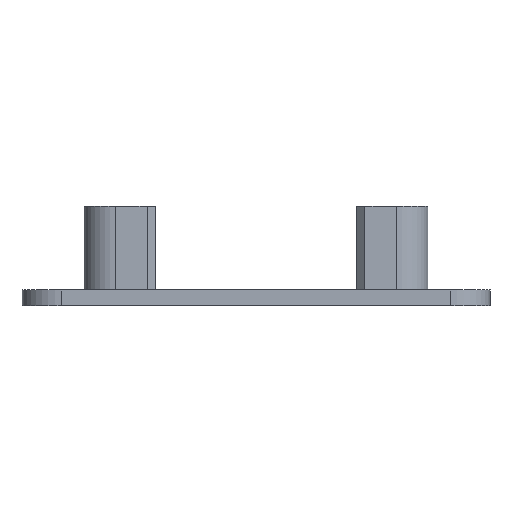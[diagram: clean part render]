
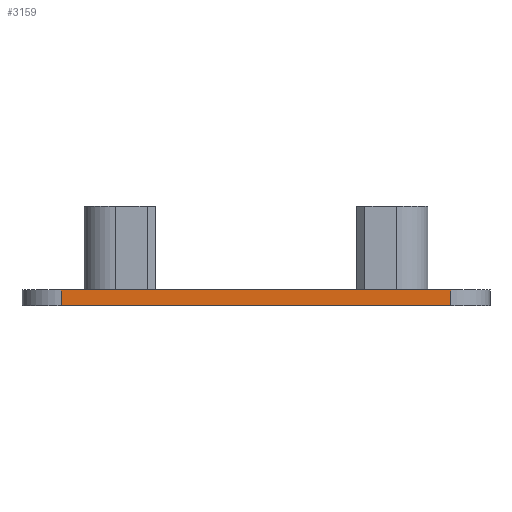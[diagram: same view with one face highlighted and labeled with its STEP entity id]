
A CAD part, front view. The second image highlights one B-rep face of the part: STEP entity #3159.
In plain terms, the highlighted planar face has unit normal (0, -1, 0).
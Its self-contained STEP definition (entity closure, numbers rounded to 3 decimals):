
#32 = PLANE('',#33);
#33 = AXIS2_PLACEMENT_3D('',#34,#35,#36);
#34 = CARTESIAN_POINT('',(38.595,132.085,-10.));
#35 = DIRECTION('',(0.,0.,1.));
#36 = DIRECTION('',(0.,1.,0.));
#377 = VERTEX_POINT('',#378);
#378 = CARTESIAN_POINT('',(-10.72,-10.,-10.));
#397 = CYLINDRICAL_SURFACE('',#398,10.);
#398 = AXIS2_PLACEMENT_3D('',#399,#400,#401);
#399 = CARTESIAN_POINT('',(-10.72,0.,-10.));
#400 = DIRECTION('',(0.,0.,1.));
#401 = DIRECTION('',(1.,0.,0.));
#409 = EDGE_CURVE('',#410,#377,#412,.T.);
#410 = VERTEX_POINT('',#411);
#411 = CARTESIAN_POINT('',(87.91,-10.,-10.));
#412 = SURFACE_CURVE('',#413,(#417,#424),.PCURVE_S1.);
#413 = LINE('',#414,#415);
#414 = CARTESIAN_POINT('',(87.91,-10.,-10.));
#415 = VECTOR('',#416,1.);
#416 = DIRECTION('',(-1.,-0.,0.));
#417 = PCURVE('',#32,#418);
#418 = DEFINITIONAL_REPRESENTATION('',(#419),#423);
#419 = LINE('',#420,#421);
#420 = CARTESIAN_POINT('',(-142.085,-49.315));
#421 = VECTOR('',#422,1.);
#422 = DIRECTION('',(0.,1.));
#423 = ( GEOMETRIC_REPRESENTATION_CONTEXT(2) 
PARAMETRIC_REPRESENTATION_CONTEXT() REPRESENTATION_CONTEXT('2D SPACE',''
  ) );
#424 = PCURVE('',#425,#430);
#425 = PLANE('',#426);
#426 = AXIS2_PLACEMENT_3D('',#427,#428,#429);
#427 = CARTESIAN_POINT('',(87.91,-10.,-10.));
#428 = DIRECTION('',(0.,1.,0.));
#429 = DIRECTION('',(-1.,-0.,0.));
#430 = DEFINITIONAL_REPRESENTATION('',(#431),#435);
#431 = LINE('',#432,#433);
#432 = CARTESIAN_POINT('',(0.,0.));
#433 = VECTOR('',#434,1.);
#434 = DIRECTION('',(1.,0.));
#435 = ( GEOMETRIC_REPRESENTATION_CONTEXT(2) 
PARAMETRIC_REPRESENTATION_CONTEXT() REPRESENTATION_CONTEXT('2D SPACE',''
  ) );
#458 = CYLINDRICAL_SURFACE('',#459,10.);
#459 = AXIS2_PLACEMENT_3D('',#460,#461,#462);
#460 = CARTESIAN_POINT('',(87.91,0.,-10.));
#461 = DIRECTION('',(0.,0.,1.));
#462 = DIRECTION('',(1.,0.,0.));
#2812 = PLANE('',#2813);
#2813 = AXIS2_PLACEMENT_3D('',#2814,#2815,#2816);
#2814 = CARTESIAN_POINT('',(38.595,132.085,-14.));
#2815 = DIRECTION('',(0.,0.,1.));
#2816 = DIRECTION('',(1.,0.,0.));
#3055 = EDGE_CURVE('',#377,#3056,#3058,.T.);
#3056 = VERTEX_POINT('',#3057);
#3057 = CARTESIAN_POINT('',(-10.72,-10.,-14.));
#3058 = SURFACE_CURVE('',#3059,(#3063,#3070),.PCURVE_S1.);
#3059 = LINE('',#3060,#3061);
#3060 = CARTESIAN_POINT('',(-10.72,-10.,-10.));
#3061 = VECTOR('',#3062,1.);
#3062 = DIRECTION('',(0.,0.,-1.));
#3063 = PCURVE('',#397,#3064);
#3064 = DEFINITIONAL_REPRESENTATION('',(#3065),#3069);
#3065 = LINE('',#3066,#3067);
#3066 = CARTESIAN_POINT('',(-1.571,0.));
#3067 = VECTOR('',#3068,1.);
#3068 = DIRECTION('',(-0.,-1.));
#3069 = ( GEOMETRIC_REPRESENTATION_CONTEXT(2) 
PARAMETRIC_REPRESENTATION_CONTEXT() REPRESENTATION_CONTEXT('2D SPACE',''
  ) );
#3070 = PCURVE('',#425,#3071);
#3071 = DEFINITIONAL_REPRESENTATION('',(#3072),#3076);
#3072 = LINE('',#3073,#3074);
#3073 = CARTESIAN_POINT('',(98.63,0.));
#3074 = VECTOR('',#3075,1.);
#3075 = DIRECTION('',(0.,-1.));
#3076 = ( GEOMETRIC_REPRESENTATION_CONTEXT(2) 
PARAMETRIC_REPRESENTATION_CONTEXT() REPRESENTATION_CONTEXT('2D SPACE',''
  ) );
#3111 = VERTEX_POINT('',#3112);
#3112 = CARTESIAN_POINT('',(87.91,-10.,-14.));
#3138 = EDGE_CURVE('',#410,#3111,#3139,.T.);
#3139 = SURFACE_CURVE('',#3140,(#3144,#3151),.PCURVE_S1.);
#3140 = LINE('',#3141,#3142);
#3141 = CARTESIAN_POINT('',(87.91,-10.,-10.));
#3142 = VECTOR('',#3143,1.);
#3143 = DIRECTION('',(0.,0.,-1.));
#3144 = PCURVE('',#458,#3145);
#3145 = DEFINITIONAL_REPRESENTATION('',(#3146),#3150);
#3146 = LINE('',#3147,#3148);
#3147 = CARTESIAN_POINT('',(-7.854,0.));
#3148 = VECTOR('',#3149,1.);
#3149 = DIRECTION('',(-0.,-1.));
#3150 = ( GEOMETRIC_REPRESENTATION_CONTEXT(2) 
PARAMETRIC_REPRESENTATION_CONTEXT() REPRESENTATION_CONTEXT('2D SPACE',''
  ) );
#3151 = PCURVE('',#425,#3152);
#3152 = DEFINITIONAL_REPRESENTATION('',(#3153),#3157);
#3153 = LINE('',#3154,#3155);
#3154 = CARTESIAN_POINT('',(0.,0.));
#3155 = VECTOR('',#3156,1.);
#3156 = DIRECTION('',(0.,-1.));
#3157 = ( GEOMETRIC_REPRESENTATION_CONTEXT(2) 
PARAMETRIC_REPRESENTATION_CONTEXT() REPRESENTATION_CONTEXT('2D SPACE',''
  ) );
#3159 = ADVANCED_FACE('',(#3160),#425,.F.);
#3160 = FACE_BOUND('',#3161,.F.);
#3161 = EDGE_LOOP('',(#3162,#3163,#3184,#3185));
#3162 = ORIENTED_EDGE('',*,*,#3138,.T.);
#3163 = ORIENTED_EDGE('',*,*,#3164,.T.);
#3164 = EDGE_CURVE('',#3111,#3056,#3165,.T.);
#3165 = SURFACE_CURVE('',#3166,(#3170,#3177),.PCURVE_S1.);
#3166 = LINE('',#3167,#3168);
#3167 = CARTESIAN_POINT('',(87.91,-10.,-14.));
#3168 = VECTOR('',#3169,1.);
#3169 = DIRECTION('',(-1.,-0.,0.));
#3170 = PCURVE('',#425,#3171);
#3171 = DEFINITIONAL_REPRESENTATION('',(#3172),#3176);
#3172 = LINE('',#3173,#3174);
#3173 = CARTESIAN_POINT('',(-0.,-4.));
#3174 = VECTOR('',#3175,1.);
#3175 = DIRECTION('',(1.,0.));
#3176 = ( GEOMETRIC_REPRESENTATION_CONTEXT(2) 
PARAMETRIC_REPRESENTATION_CONTEXT() REPRESENTATION_CONTEXT('2D SPACE',''
  ) );
#3177 = PCURVE('',#2812,#3178);
#3178 = DEFINITIONAL_REPRESENTATION('',(#3179),#3183);
#3179 = LINE('',#3180,#3181);
#3180 = CARTESIAN_POINT('',(49.315,-142.085));
#3181 = VECTOR('',#3182,1.);
#3182 = DIRECTION('',(-1.,0.));
#3183 = ( GEOMETRIC_REPRESENTATION_CONTEXT(2) 
PARAMETRIC_REPRESENTATION_CONTEXT() REPRESENTATION_CONTEXT('2D SPACE',''
  ) );
#3184 = ORIENTED_EDGE('',*,*,#3055,.F.);
#3185 = ORIENTED_EDGE('',*,*,#409,.F.);
